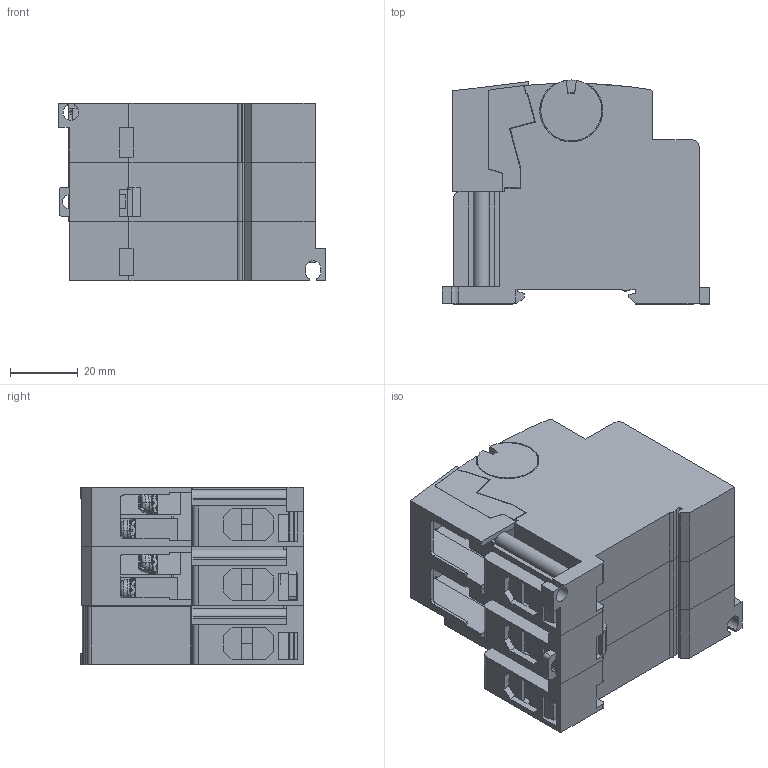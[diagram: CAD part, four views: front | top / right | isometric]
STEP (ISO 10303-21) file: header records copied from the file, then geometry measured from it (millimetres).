
FILE_DESCRIPTION (( 'STEP AP203' ), '1' );
FILE_NAME ('OUTSIDE-NC1V-3112_3131.STEP', '2014-03-27T00:27:04', ( 'IDEC' ), ( '' ), 'SwSTEP 2.0', 'SolidWorks 2012', '' );
FILE_SCHEMA (( 'CONFIG_CONTROL_DESIGN' ));
Products named in the file (7): OUTSIDE-NC1V-3112_3131; OUTSIDE-NC1V-AUX-CV; OUTSIDE_NC1V-CLAW; OUTSIDE_NC1V-HANDLE3; OUTSIDE_NC1V-CASE2-01; OUTSIDE_NC1V-BLOCK-01; OUTSIDE_NC1V-CASE1-00
Assembly tree (7 placements, depth 2):
  OUTSIDE-NC1V-3112_3131
    OUTSIDE_NC1V-CASE1-00
    OUTSIDE_NC1V-BLOCK-01
    OUTSIDE_NC1V-CASE2-01
    OUTSIDE_NC1V-HANDLE3
    OUTSIDE_NC1V-CLAW
    OUTSIDE-NC1V-AUX-CV  x2
Bounding box: 78.8 x 66 x 52.5 mm (x, y, z)
Volume: 184167.8 mm3; surface area: 64394.8 mm2
Topology: 7 solids, 7 shells, 2357 faces, 7035 edges, 4536 vertices
Faces by surface type: plane 1679, cylinder 462, bspline 152, cone 64
Entity records: 82429 total; most frequent: CARTESIAN_POINT 20919, ORIENTED_EDGE 13922, DIRECTION 11193, EDGE_CURVE 6961, LINE 4997, VECTOR 4997, VERTEX_POINT 4488, AXIS2_PLACEMENT_3D 3098
